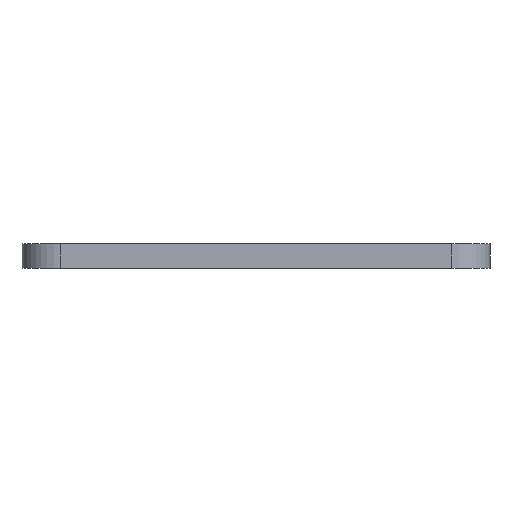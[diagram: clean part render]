
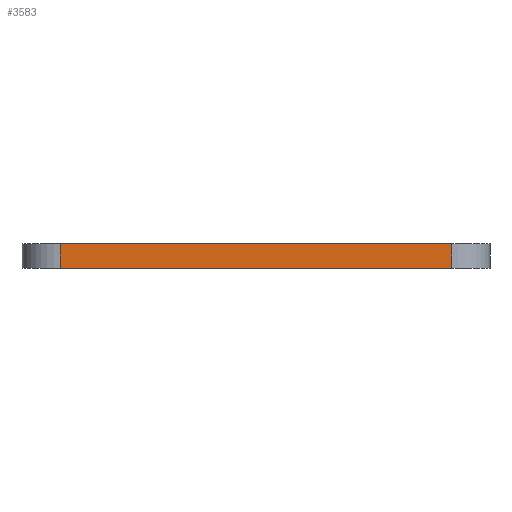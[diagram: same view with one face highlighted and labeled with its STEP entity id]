
A CAD part, front view. The second image highlights one B-rep face of the part: STEP entity #3583.
In plain terms, the highlighted planar face has unit normal (0, -1, 0).
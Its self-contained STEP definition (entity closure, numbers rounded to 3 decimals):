
#55 = CYLINDRICAL_SURFACE('',#56,2.54);
#56 = AXIS2_PLACEMENT_3D('',#57,#58,#59);
#57 = CARTESIAN_POINT('',(135.484,-122.784,0.));
#58 = DIRECTION('',(-0.,-0.,-1.));
#59 = DIRECTION('',(1.,0.,-0.));
#83 = PLANE('',#84);
#84 = AXIS2_PLACEMENT_3D('',#85,#86,#87);
#85 = CARTESIAN_POINT('',(148.501,-105.003,1.6));
#86 = DIRECTION('',(-0.,-0.,-1.));
#87 = DIRECTION('',(-1.,0.,0.));
#137 = PLANE('',#138);
#138 = AXIS2_PLACEMENT_3D('',#139,#140,#141);
#139 = CARTESIAN_POINT('',(148.501,-105.003,0.));
#140 = DIRECTION('',(-0.,-0.,-1.));
#141 = DIRECTION('',(-1.,0.,0.));
#154 = VERTEX_POINT('',#155);
#155 = CARTESIAN_POINT('',(135.484,-125.324,1.6));
#181 = EDGE_CURVE('',#182,#154,#184,.T.);
#182 = VERTEX_POINT('',#183);
#183 = CARTESIAN_POINT('',(135.484,-125.324,0.));
#184 = SURFACE_CURVE('',#185,(#189,#196),.PCURVE_S1.);
#185 = LINE('',#186,#187);
#186 = CARTESIAN_POINT('',(135.484,-125.324,0.));
#187 = VECTOR('',#188,1.);
#188 = DIRECTION('',(0.,0.,1.));
#189 = PCURVE('',#55,#190);
#190 = DEFINITIONAL_REPRESENTATION('',(#191),#195);
#191 = LINE('',#192,#193);
#192 = CARTESIAN_POINT('',(-4.712,0.));
#193 = VECTOR('',#194,1.);
#194 = DIRECTION('',(-0.,-1.));
#195 = ( GEOMETRIC_REPRESENTATION_CONTEXT(2) 
PARAMETRIC_REPRESENTATION_CONTEXT() REPRESENTATION_CONTEXT('2D SPACE',''
  ) );
#196 = PCURVE('',#197,#202);
#197 = PLANE('',#198);
#198 = AXIS2_PLACEMENT_3D('',#199,#200,#201);
#199 = CARTESIAN_POINT('',(161.519,-125.324,0.));
#200 = DIRECTION('',(0.,-1.,0.));
#201 = DIRECTION('',(-1.,0.,0.));
#202 = DEFINITIONAL_REPRESENTATION('',(#203),#207);
#203 = LINE('',#204,#205);
#204 = CARTESIAN_POINT('',(26.035,0.));
#205 = VECTOR('',#206,1.);
#206 = DIRECTION('',(0.,-1.));
#207 = ( GEOMETRIC_REPRESENTATION_CONTEXT(2) 
PARAMETRIC_REPRESENTATION_CONTEXT() REPRESENTATION_CONTEXT('2D SPACE',''
  ) );
#411 = VERTEX_POINT('',#412);
#412 = CARTESIAN_POINT('',(161.519,-125.324,0.));
#431 = CYLINDRICAL_SURFACE('',#432,2.54);
#432 = AXIS2_PLACEMENT_3D('',#433,#434,#435);
#433 = CARTESIAN_POINT('',(161.519,-122.784,0.));
#434 = DIRECTION('',(-0.,-0.,-1.));
#435 = DIRECTION('',(1.,0.,-0.));
#443 = EDGE_CURVE('',#411,#182,#444,.T.);
#444 = SURFACE_CURVE('',#445,(#449,#456),.PCURVE_S1.);
#445 = LINE('',#446,#447);
#446 = CARTESIAN_POINT('',(161.519,-125.324,0.));
#447 = VECTOR('',#448,1.);
#448 = DIRECTION('',(-1.,0.,0.));
#449 = PCURVE('',#137,#450);
#450 = DEFINITIONAL_REPRESENTATION('',(#451),#455);
#451 = LINE('',#452,#453);
#452 = CARTESIAN_POINT('',(-13.017,-20.32));
#453 = VECTOR('',#454,1.);
#454 = DIRECTION('',(1.,0.));
#455 = ( GEOMETRIC_REPRESENTATION_CONTEXT(2) 
PARAMETRIC_REPRESENTATION_CONTEXT() REPRESENTATION_CONTEXT('2D SPACE',''
  ) );
#456 = PCURVE('',#197,#457);
#457 = DEFINITIONAL_REPRESENTATION('',(#458),#462);
#458 = LINE('',#459,#460);
#459 = CARTESIAN_POINT('',(0.,0.));
#460 = VECTOR('',#461,1.);
#461 = DIRECTION('',(1.,0.));
#462 = ( GEOMETRIC_REPRESENTATION_CONTEXT(2) 
PARAMETRIC_REPRESENTATION_CONTEXT() REPRESENTATION_CONTEXT('2D SPACE',''
  ) );
#2155 = VERTEX_POINT('',#2156);
#2156 = CARTESIAN_POINT('',(161.519,-125.324,1.6));
#2182 = EDGE_CURVE('',#2155,#154,#2183,.T.);
#2183 = SURFACE_CURVE('',#2184,(#2188,#2195),.PCURVE_S1.);
#2184 = LINE('',#2185,#2186);
#2185 = CARTESIAN_POINT('',(161.519,-125.324,1.6));
#2186 = VECTOR('',#2187,1.);
#2187 = DIRECTION('',(-1.,0.,0.));
#2188 = PCURVE('',#83,#2189);
#2189 = DEFINITIONAL_REPRESENTATION('',(#2190),#2194);
#2190 = LINE('',#2191,#2192);
#2191 = CARTESIAN_POINT('',(-13.017,-20.32));
#2192 = VECTOR('',#2193,1.);
#2193 = DIRECTION('',(1.,0.));
#2194 = ( GEOMETRIC_REPRESENTATION_CONTEXT(2) 
PARAMETRIC_REPRESENTATION_CONTEXT() REPRESENTATION_CONTEXT('2D SPACE',''
  ) );
#2195 = PCURVE('',#197,#2196);
#2196 = DEFINITIONAL_REPRESENTATION('',(#2197),#2201);
#2197 = LINE('',#2198,#2199);
#2198 = CARTESIAN_POINT('',(0.,-1.6));
#2199 = VECTOR('',#2200,1.);
#2200 = DIRECTION('',(1.,0.));
#2201 = ( GEOMETRIC_REPRESENTATION_CONTEXT(2) 
PARAMETRIC_REPRESENTATION_CONTEXT() REPRESENTATION_CONTEXT('2D SPACE',''
  ) );
#3583 = ADVANCED_FACE('',(#3584),#197,.T.);
#3584 = FACE_BOUND('',#3585,.T.);
#3585 = EDGE_LOOP('',(#3586,#3607,#3608,#3609));
#3586 = ORIENTED_EDGE('',*,*,#3587,.T.);
#3587 = EDGE_CURVE('',#411,#2155,#3588,.T.);
#3588 = SURFACE_CURVE('',#3589,(#3593,#3600),.PCURVE_S1.);
#3589 = LINE('',#3590,#3591);
#3590 = CARTESIAN_POINT('',(161.519,-125.324,0.));
#3591 = VECTOR('',#3592,1.);
#3592 = DIRECTION('',(0.,0.,1.));
#3593 = PCURVE('',#197,#3594);
#3594 = DEFINITIONAL_REPRESENTATION('',(#3595),#3599);
#3595 = LINE('',#3596,#3597);
#3596 = CARTESIAN_POINT('',(0.,0.));
#3597 = VECTOR('',#3598,1.);
#3598 = DIRECTION('',(0.,-1.));
#3599 = ( GEOMETRIC_REPRESENTATION_CONTEXT(2) 
PARAMETRIC_REPRESENTATION_CONTEXT() REPRESENTATION_CONTEXT('2D SPACE',''
  ) );
#3600 = PCURVE('',#431,#3601);
#3601 = DEFINITIONAL_REPRESENTATION('',(#3602),#3606);
#3602 = LINE('',#3603,#3604);
#3603 = CARTESIAN_POINT('',(-4.712,0.));
#3604 = VECTOR('',#3605,1.);
#3605 = DIRECTION('',(-0.,-1.));
#3606 = ( GEOMETRIC_REPRESENTATION_CONTEXT(2) 
PARAMETRIC_REPRESENTATION_CONTEXT() REPRESENTATION_CONTEXT('2D SPACE',''
  ) );
#3607 = ORIENTED_EDGE('',*,*,#2182,.T.);
#3608 = ORIENTED_EDGE('',*,*,#181,.F.);
#3609 = ORIENTED_EDGE('',*,*,#443,.F.);
